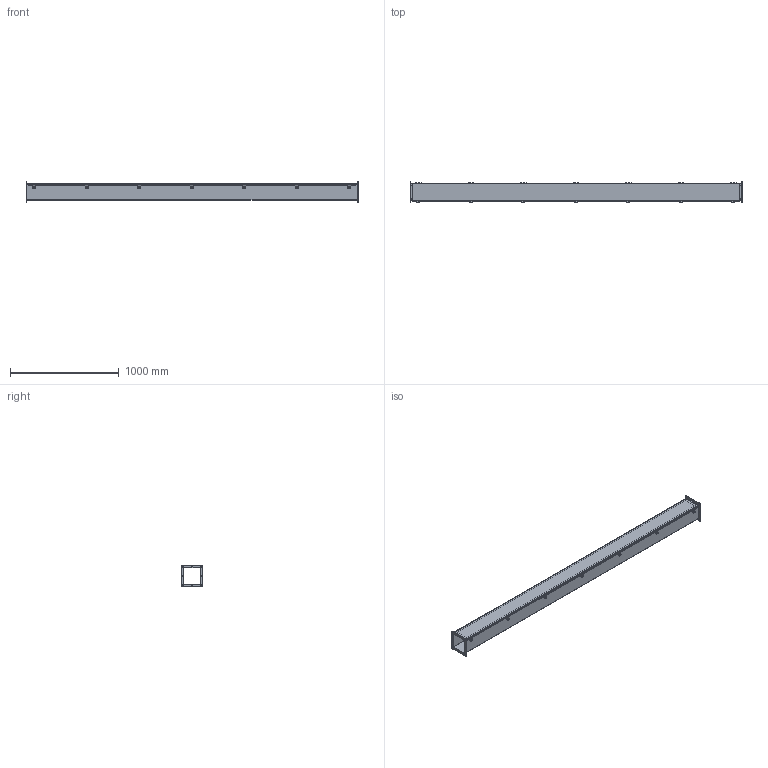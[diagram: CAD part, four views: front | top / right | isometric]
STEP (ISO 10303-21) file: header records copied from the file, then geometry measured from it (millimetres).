
FILE_DESCRIPTION (( 'STEP AP203' ), '1' );
FILE_NAME ('1487D120.step', '2024-04-25T14:35:40', ( '' ), ( '' ), 'SwSTEP 2.0', 'SolidWorks 2023', '' );
FILE_SCHEMA (( 'CONFIG_CONTROL_DESIGN' ));
Length unit declared in the file: inch
Products named in the file (1): 1487D120
Bounding box: 3051.18 x 193.78 x 193.68 mm (x, y, z)
Volume: 3954763 mm3; surface area: 4307238.8 mm2
Topology: 49 solids, 49 shells, 1112 faces, 2895 edges, 1888 vertices
Faces by surface type: plane 607, cylinder 372, bspline 91, cone 42
Entity records: 38200 total; most frequent: CARTESIAN_POINT 10901, ORIENTED_EDGE 5734, DIRECTION 5536, EDGE_CURVE 2867, VERTEX_POINT 1888, AXIS2_PLACEMENT_3D 1871, VECTOR 1794, LINE 1794
